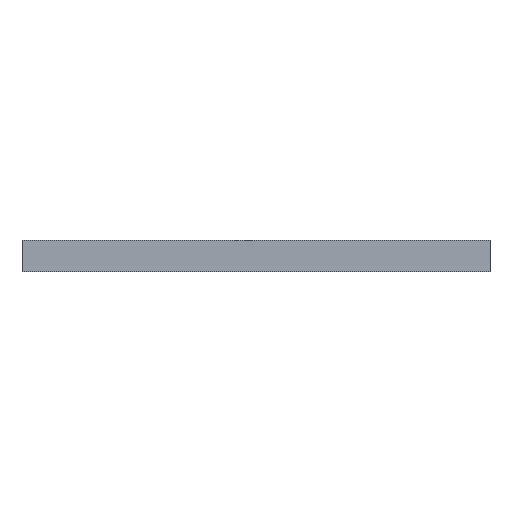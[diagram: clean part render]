
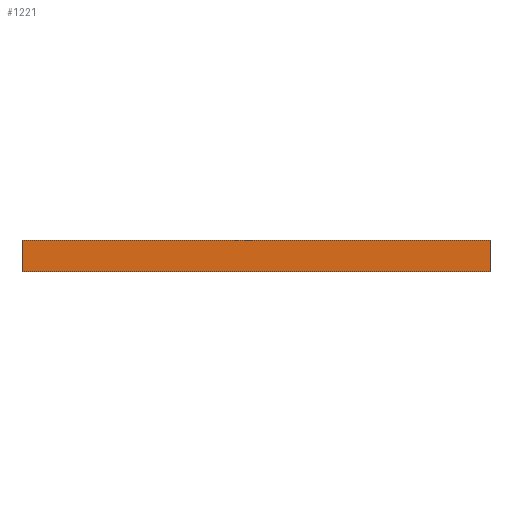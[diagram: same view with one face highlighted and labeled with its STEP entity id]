
A CAD part, left-side view. The second image highlights one B-rep face of the part: STEP entity #1221.
In plain terms, the highlighted planar face has unit normal (-1, 0, 0).
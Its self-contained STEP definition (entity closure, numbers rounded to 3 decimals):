
#80 = VERTEX_POINT ( 'NONE', #1348 ) ;
#101 = VECTOR ( 'NONE', #365, 1000. ) ;
#104 = LINE ( 'NONE', #1350, #2001 ) ;
#121 = DIRECTION ( 'NONE',  ( 0., 0., 1. ) ) ;
#255 = CARTESIAN_POINT ( 'NONE',  ( -10.542, -7.102, 50. ) ) ;
#299 = FACE_OUTER_BOUND ( 'NONE', #2135, .T. ) ;
#365 = DIRECTION ( 'NONE',  ( 0., 0., 1. ) ) ;
#519 = LINE ( 'NONE', #532, #101 ) ;
#532 = CARTESIAN_POINT ( 'NONE',  ( -10.542, 742.898, 0. ) ) ;
#639 = DIRECTION ( 'NONE',  ( 0., 0., 1. ) ) ;
#660 = CARTESIAN_POINT ( 'NONE',  ( -10.542, -7.102, 0. ) ) ;
#661 = CARTESIAN_POINT ( 'NONE',  ( -10.542, -7.102, 0. ) ) ;
#788 = ORIENTED_EDGE ( 'NONE', *, *, #2279, .F. ) ;
#798 = DIRECTION ( 'NONE',  ( 0., 1., 0. ) ) ;
#942 = VERTEX_POINT ( 'NONE', #2201 ) ;
#958 = DIRECTION ( 'NONE',  ( 0., 1., 0. ) ) ;
#1055 = AXIS2_PLACEMENT_3D ( 'NONE', #660, #2245, #121 ) ;
#1096 = CARTESIAN_POINT ( 'NONE',  ( -10.542, -7.102, 50. ) ) ;
#1107 = VECTOR ( 'NONE', #798, 1000. ) ;
#1134 = LINE ( 'NONE', #255, #1178 ) ;
#1178 = VECTOR ( 'NONE', #958, 1000. ) ;
#1221 = ADVANCED_FACE ( 'NONE', ( #299 ), #1372, .T. ) ;
#1260 = CARTESIAN_POINT ( 'NONE',  ( -10.542, -7.102, 0. ) ) ;
#1348 = CARTESIAN_POINT ( 'NONE',  ( -10.542, 742.898, 50. ) ) ;
#1350 = CARTESIAN_POINT ( 'NONE',  ( -10.542, -7.102, 0. ) ) ;
#1372 = PLANE ( 'NONE',  #1055 ) ;
#1440 = EDGE_CURVE ( 'NONE', #1653, #80, #1134, .T. ) ;
#1610 = ORIENTED_EDGE ( 'NONE', *, *, #1979, .T. ) ;
#1653 = VERTEX_POINT ( 'NONE', #1096 ) ;
#1937 = ORIENTED_EDGE ( 'NONE', *, *, #2047, .F. ) ;
#1979 = EDGE_CURVE ( 'NONE', #2074, #1653, #104, .T. ) ;
#2001 = VECTOR ( 'NONE', #639, 1000. ) ;
#2047 = EDGE_CURVE ( 'NONE', #942, #80, #519, .T. ) ;
#2057 = LINE ( 'NONE', #661, #1107 ) ;
#2074 = VERTEX_POINT ( 'NONE', #1260 ) ;
#2135 = EDGE_LOOP ( 'NONE', ( #2269, #1937, #788, #1610 ) ) ;
#2201 = CARTESIAN_POINT ( 'NONE',  ( -10.542, 742.898, 0. ) ) ;
#2245 = DIRECTION ( 'NONE',  ( -1., 0., 0. ) ) ;
#2269 = ORIENTED_EDGE ( 'NONE', *, *, #1440, .T. ) ;
#2279 = EDGE_CURVE ( 'NONE', #2074, #942, #2057, .T. ) ;
